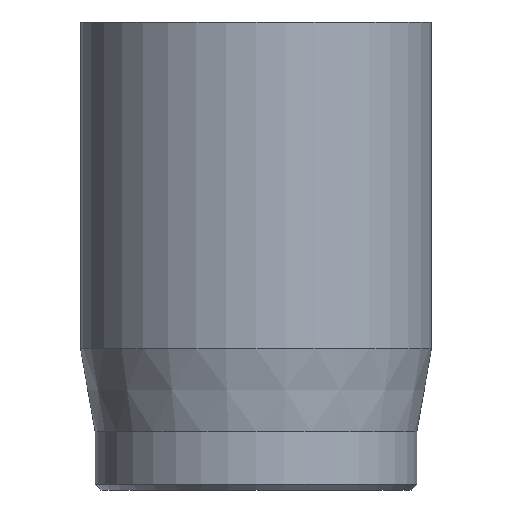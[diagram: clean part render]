
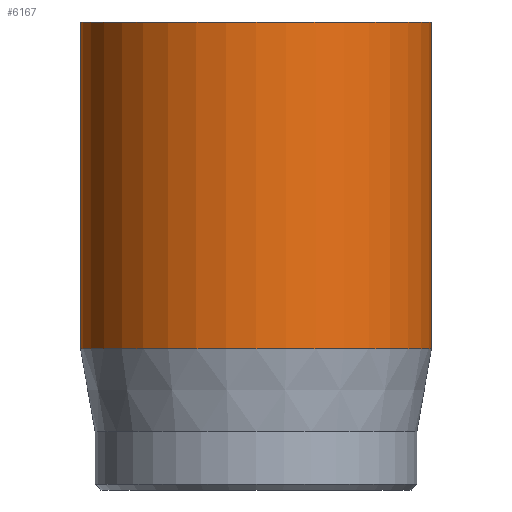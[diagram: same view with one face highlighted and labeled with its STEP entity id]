
A CAD part, front view. The second image highlights one B-rep face of the part: STEP entity #6167.
In plain terms, the highlighted cylindrical face has radius 3 mm (diameter 6 mm), a full revolution.
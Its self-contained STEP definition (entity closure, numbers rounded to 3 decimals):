
#31=CYLINDRICAL_SURFACE('',#6404,3.);
#45=CIRCLE('',#6377,3.);
#57=CIRCLE('',#6402,3.);
#58=CIRCLE('',#6403,3.);
#495=FACE_OUTER_BOUND('',#857,.T.);
#857=EDGE_LOOP('',(#5375,#5376,#5377,#5378,#5379));
#1317=LINE('',#11233,#1798);
#1798=VECTOR('',#7081,3.);
#2799=VERTEX_POINT('',#11184);
#2811=VERTEX_POINT('',#11227);
#2812=VERTEX_POINT('',#11228);
#3664=EDGE_CURVE('',#2799,#2799,#45,.T.);
#3682=EDGE_CURVE('',#2811,#2812,#57,.T.);
#3683=EDGE_CURVE('',#2812,#2811,#58,.T.);
#3685=EDGE_CURVE('',#2799,#2811,#1317,.T.);
#5375=ORIENTED_EDGE('',*,*,#3664,.T.);
#5376=ORIENTED_EDGE('',*,*,#3685,.T.);
#5377=ORIENTED_EDGE('',*,*,#3682,.T.);
#5378=ORIENTED_EDGE('',*,*,#3683,.T.);
#5379=ORIENTED_EDGE('',*,*,#3685,.F.);
#6167=ADVANCED_FACE('',(#495),#31,.T.);
#6377=AXIS2_PLACEMENT_3D('',#11185,#7018,#7019);
#6402=AXIS2_PLACEMENT_3D('',#11229,#7074,#7075);
#6403=AXIS2_PLACEMENT_3D('',#11230,#7076,#7077);
#6404=AXIS2_PLACEMENT_3D('',#11232,#7079,#7080);
#7018=DIRECTION('center_axis',(0.,0.,-1.));
#7019=DIRECTION('ref_axis',(-1.,0.,0.));
#7074=DIRECTION('center_axis',(0.,0.,1.));
#7075=DIRECTION('ref_axis',(-1.,0.,0.));
#7076=DIRECTION('center_axis',(0.,0.,1.));
#7077=DIRECTION('ref_axis',(-1.,0.,0.));
#7079=DIRECTION('center_axis',(0.,0.,1.));
#7080=DIRECTION('ref_axis',(-1.,0.,0.));
#7081=DIRECTION('',(0.,0.,-1.));
#11184=CARTESIAN_POINT('',(3.,0.,8.));
#11185=CARTESIAN_POINT('Origin',(0.,0.,8.));
#11227=CARTESIAN_POINT('',(3.,0.,2.418));
#11228=CARTESIAN_POINT('',(-3.,0.,2.418));
#11229=CARTESIAN_POINT('Origin',(0.,0.,2.418));
#11230=CARTESIAN_POINT('Origin',(0.,0.,2.418));
#11232=CARTESIAN_POINT('Origin',(0.,0.,0.));
#11233=CARTESIAN_POINT('',(3.,0.,0.));
